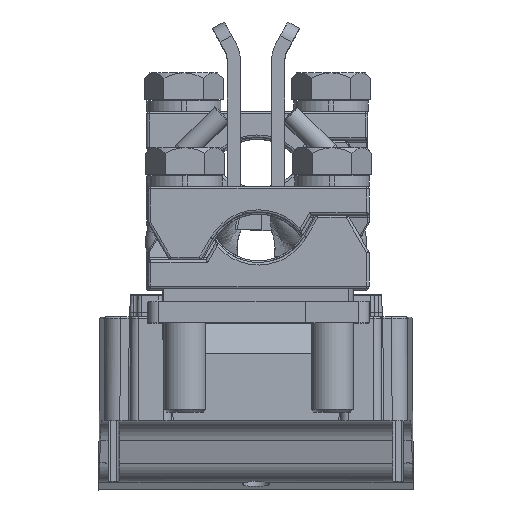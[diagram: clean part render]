
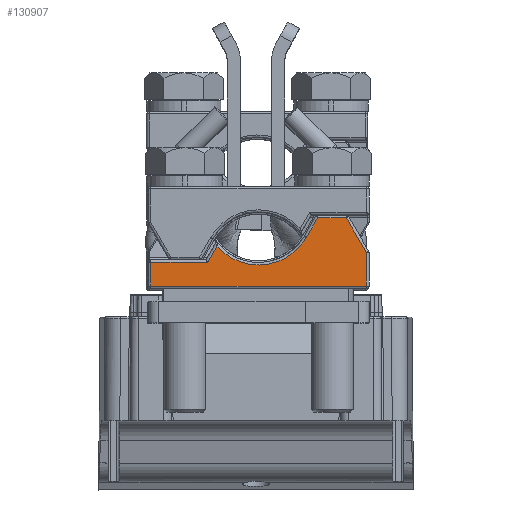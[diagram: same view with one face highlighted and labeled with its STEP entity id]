
A CAD part, top view. The second image highlights one B-rep face of the part: STEP entity #130907.
In plain terms, the highlighted face is planar.
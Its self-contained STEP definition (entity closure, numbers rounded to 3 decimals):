
#123971=DIRECTION('',(-1.,0.,0.));
#123972=VECTOR('',#123971,10.789);
#123973=CARTESIAN_POINT('',(20.5,11.,
5.));
#123974=LINE('',#123973,#123972);
#123978=DIRECTION('',(-0.5,0.,0.866));
#123979=VECTOR('',#123978,3.585);
#123980=CARTESIAN_POINT('',(9.711,11.,5.));
#123981=LINE('',#123980,#123979);
#123985=CARTESIAN_POINT('',(0.,10.999,
15.001));
#123986=DIRECTION('',(0.,1.,0.));
#123987=DIRECTION('',(0.754,0.,-0.657));
#123988=AXIS2_PLACEMENT_3D('',#123985,#123986,#123987);
#123993=DIRECTION('',(-0.5,0.,0.866));
#123994=VECTOR('',#123993,4.33);
#123995=CARTESIAN_POINT('',(-9.093,11.,
9.75));
#123996=LINE('',#123995,#123994);
#124000=DIRECTION('',(-1.,0.,0.));
#124001=VECTOR('',#124000,5.412);
#124002=CARTESIAN_POINT('',(-11.258,11.,
13.5));
#124003=LINE('',#124002,#124001);
#124007=DIRECTION('',(-0.5,0.,
-0.866));
#124008=VECTOR('',#124007,7.66);
#124009=CARTESIAN_POINT('',(-16.67,11.,
13.5));
#124010=LINE('',#124009,#124008);
#124014=DIRECTION('',(0.,0.,-1.));
#124015=VECTOR('',#124014,6.366);
#124016=CARTESIAN_POINT('',(-20.5,11.,
6.866));
#124017=LINE('',#124016,#124015);
#124021=DIRECTION('',(1.,0.,0.));
#124022=VECTOR('',#124021,41.);
#124023=CARTESIAN_POINT('',(-20.5,11.,
0.5));
#124024=LINE('',#124023,#124022);
#124028=DIRECTION('',(0.,0.,1.));
#124029=VECTOR('',#124028,4.5);
#124030=CARTESIAN_POINT('',(20.5,11.,
0.5));
#124031=LINE('',#124030,#124029);
#130187=CARTESIAN_POINT('',(20.5,11.,
5.));
#130188=CARTESIAN_POINT('',(9.711,11.,5.));
#130189=VERTEX_POINT('',#130187);
#130190=VERTEX_POINT('',#130188);
#130191=CARTESIAN_POINT('',(7.919,11.,
8.105));
#130192=VERTEX_POINT('',#130191);
#130193=CARTESIAN_POINT('',(-9.093,11.,
9.749));
#130194=VERTEX_POINT('',#130193);
#130195=CARTESIAN_POINT('',(-11.258,11.,
13.5));
#130196=VERTEX_POINT('',#130195);
#130197=CARTESIAN_POINT('',(-16.67,11.,
13.5));
#130198=VERTEX_POINT('',#130197);
#130199=CARTESIAN_POINT('',(-20.5,11.,
6.866));
#130200=VERTEX_POINT('',#130199);
#130201=CARTESIAN_POINT('',(-20.5,11.,
0.5));
#130202=VERTEX_POINT('',#130201);
#130203=CARTESIAN_POINT('',(20.5,11.,
0.5));
#130204=VERTEX_POINT('',#130203);
#130882=CARTESIAN_POINT('',(0.,11.,0.));
#130883=DIRECTION('',(0.,-1.,0.));
#130884=DIRECTION('',(0.,0.,1.));
#130885=AXIS2_PLACEMENT_3D('',#130882,#130883,#130884);
#130886=PLANE('',#130885);
#130888=ORIENTED_EDGE('',*,*,#130887,.T.);
#130890=ORIENTED_EDGE('',*,*,#130889,.T.);
#130892=ORIENTED_EDGE('',*,*,#130891,.T.);
#130894=ORIENTED_EDGE('',*,*,#130893,.T.);
#130896=ORIENTED_EDGE('',*,*,#130895,.T.);
#130898=ORIENTED_EDGE('',*,*,#130897,.T.);
#130900=ORIENTED_EDGE('',*,*,#130899,.T.);
#130902=ORIENTED_EDGE('',*,*,#130901,.T.);
#130904=ORIENTED_EDGE('',*,*,#130903,.T.);
#130905=EDGE_LOOP('',(#130888,#130890,#130892,#130894,#130896,#130898,#130900,
#130902,#130904));
#130906=FACE_OUTER_BOUND('',#130905,.F.);
#123989=CIRCLE('',#123988,10.501);
#130887=EDGE_CURVE('',#130189,#130190,#123974,.T.);
#130889=EDGE_CURVE('',#130190,#130192,#123981,.T.);
#130891=EDGE_CURVE('',#130192,#130194,#123989,.T.);
#130893=EDGE_CURVE('',#130194,#130196,#123996,.T.);
#130895=EDGE_CURVE('',#130196,#130198,#124003,.T.);
#130897=EDGE_CURVE('',#130198,#130200,#124010,.T.);
#130899=EDGE_CURVE('',#130200,#130202,#124017,.T.);
#130901=EDGE_CURVE('',#130202,#130204,#124024,.T.);
#130903=EDGE_CURVE('',#130204,#130189,#124031,.T.);
#130907=ADVANCED_FACE('',(#130906),#130886,.F.);
